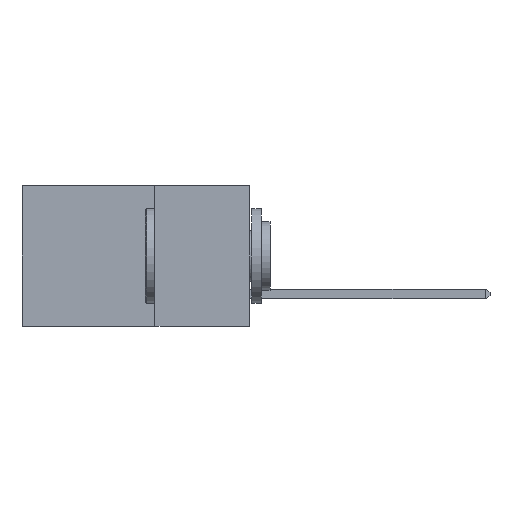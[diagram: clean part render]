
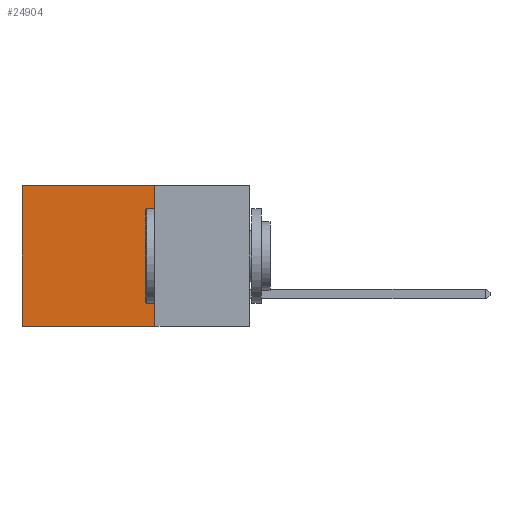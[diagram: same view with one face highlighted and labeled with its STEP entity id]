
A CAD part, left-side view. The second image highlights one B-rep face of the part: STEP entity #24904.
In plain terms, the highlighted planar face has unit normal (-1, 0, 0).
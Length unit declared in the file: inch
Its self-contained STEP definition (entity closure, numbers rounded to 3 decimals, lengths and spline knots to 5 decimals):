
#1136 = EDGE_CURVE ( 'NONE', #11899, #7876, #19348, .T. ) ;
#1262 = PLANE ( 'NONE',  #27421 ) ;
#1624 = VECTOR ( 'NONE', #10517, 39.37008 ) ;
#1845 = CARTESIAN_POINT ( 'NONE',  ( 0.2875, 0.6, -0.37 ) ) ;
#2929 = ORIENTED_EDGE ( 'NONE', *, *, #11188, .F. ) ;
#4782 = VECTOR ( 'NONE', #18188, 39.37008 ) ;
#5154 = LINE ( 'NONE', #5275, #27832 ) ;
#5275 = CARTESIAN_POINT ( 'NONE',  ( 0.2875, 0.25, -0.37 ) ) ;
#5625 = CARTESIAN_POINT ( 'NONE',  ( 0.2875, 0.25, 0. ) ) ;
#5814 = DIRECTION ( 'NONE',  ( 1., 0., 0. ) ) ;
#5897 = EDGE_CURVE ( 'NONE', #7876, #22128, #11532, .T. ) ;
#6573 = ORIENTED_EDGE ( 'NONE', *, *, #1136, .T. ) ;
#6815 = FACE_OUTER_BOUND ( 'NONE', #22295, .T. ) ;
#7348 = ORIENTED_EDGE ( 'NONE', *, *, #19903, .F. ) ;
#7876 = VERTEX_POINT ( 'NONE', #27858 ) ;
#9304 = VERTEX_POINT ( 'NONE', #20013 ) ;
#10134 = CARTESIAN_POINT ( 'NONE',  ( 0.2875, 0.25, 0. ) ) ;
#10517 = DIRECTION ( 'NONE',  ( 0., 1., 0. ) ) ;
#10731 = LINE ( 'NONE', #22477, #4782 ) ;
#10926 = CARTESIAN_POINT ( 'NONE',  ( 0.2875, 0.6, 0. ) ) ;
#11188 = EDGE_CURVE ( 'NONE', #9304, #22128, #5154, .T. ) ;
#11532 = LINE ( 'NONE', #10926, #16023 ) ;
#11899 = VERTEX_POINT ( 'NONE', #5625 ) ;
#16023 = VECTOR ( 'NONE', #26216, 39.37008 ) ;
#18188 = DIRECTION ( 'NONE',  ( 0., 0., -1. ) ) ;
#18541 = DIRECTION ( 'NONE',  ( 0., 1., 0. ) ) ;
#19348 = LINE ( 'NONE', #10134, #1624 ) ;
#19903 = EDGE_CURVE ( 'NONE', #11899, #9304, #10731, .T. ) ;
#20013 = CARTESIAN_POINT ( 'NONE',  ( 0.2875, 0.25, -0.37 ) ) ;
#21258 = DIRECTION ( 'NONE',  ( 0., 0., -1. ) ) ;
#22128 = VERTEX_POINT ( 'NONE', #1845 ) ;
#22295 = EDGE_LOOP ( 'NONE', ( #24623, #2929, #7348, #6573 ) ) ;
#22477 = CARTESIAN_POINT ( 'NONE',  ( 0.2875, 0.25, 0. ) ) ;
#23332 = CARTESIAN_POINT ( 'NONE',  ( 0.2875, 0.25, 0. ) ) ;
#24623 = ORIENTED_EDGE ( 'NONE', *, *, #5897, .T. ) ;
#24904 = ADVANCED_FACE ( 'NONE', ( #6815 ), #1262, .F. ) ;
#26216 = DIRECTION ( 'NONE',  ( 0., 0., -1. ) ) ;
#27421 = AXIS2_PLACEMENT_3D ( 'NONE', #23332, #5814, #21258 ) ;
#27832 = VECTOR ( 'NONE', #18541, 39.37008 ) ;
#27858 = CARTESIAN_POINT ( 'NONE',  ( 0.2875, 0.6, 0. ) ) ;
